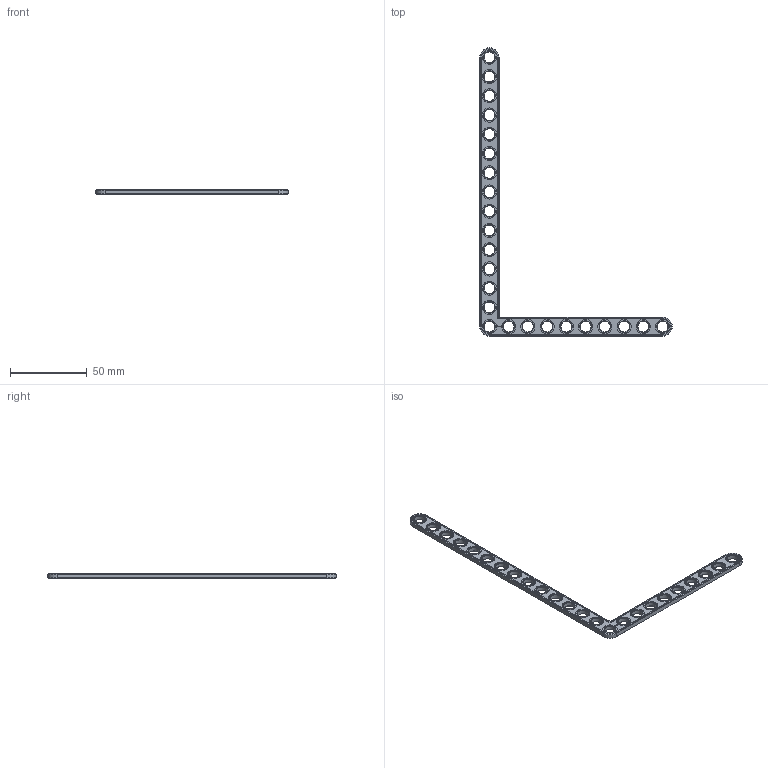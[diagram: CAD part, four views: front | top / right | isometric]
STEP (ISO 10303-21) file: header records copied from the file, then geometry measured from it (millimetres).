
FILE_DESCRIPTION(('FreeCAD Model'),'2;1');
FILE_NAME('Open CASCADE Shape Model','2022-02-09T21:30:25',( 'Paulo Kiefe'),('STEMFIE.org'),'Open CASCADE STEP processor 7.4', 'FreeCAD','Unknown');
FILE_SCHEMA(('AUTOMOTIVE_DESIGN { 1 0 10303 214 1 1 1 1 }'));
Length unit declared in the file: millimetre
Products named in the file (1): Brace_AGD_90_ASYM_ERR_BU10x15x01x00.25_-_SPN-BRC-1120_(stemfie.org)
Bounding box: 125 x 187.5 x 3.12 mm (x, y, z)
Volume: 8308.9 mm3; surface area: 8995.2 mm2
Topology: 1 solids, 1 shells, 634 faces, 1663 edges, 1088 vertices
Faces by surface type: plane 362, extrusion 164, cone 54, cylinder 54
Full cylindrical faces by diameter (mm): 7 x24, 9.2 x24
Entity records: 42324 total; most frequent: CARTESIAN_POINT 9886, DIRECTION 5389, VECTOR 4039, LINE 3875, ORIENTED_EDGE 3326, PCURVE 3326, DEFINITIONAL_REPRESENTATION 3326, EDGE_CURVE 1663
